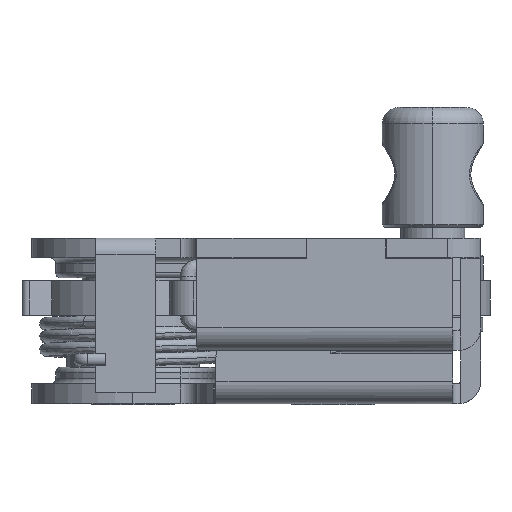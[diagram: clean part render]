
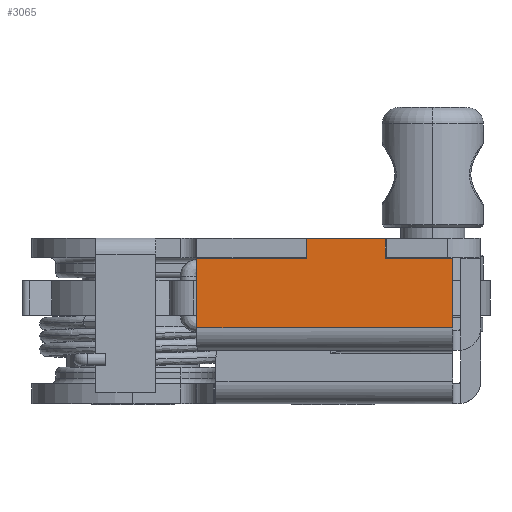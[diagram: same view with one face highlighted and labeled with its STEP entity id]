
A CAD part, left-side view. The second image highlights one B-rep face of the part: STEP entity #3065.
In plain terms, the highlighted planar face has unit normal (-1, 0, 0).
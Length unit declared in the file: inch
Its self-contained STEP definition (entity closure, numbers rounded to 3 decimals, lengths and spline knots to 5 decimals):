
#67=DIRECTION('',(0.,1.,0.));
#68=VECTOR('',#67,0.253);
#69=CARTESIAN_POINT('',(-2.12,0.105,0.545));
#70=LINE('',#69,#68);
#75=DIRECTION('',(0.,1.,0.));
#76=VECTOR('',#75,0.412);
#77=CARTESIAN_POINT('',(-2.12,0.653,0.545));
#78=LINE('',#77,#76);
#831=DIRECTION('',(0.,0.,-1.));
#832=VECTOR('',#831,0.075);
#833=CARTESIAN_POINT('',(-2.12,0.653,0.62));
#834=LINE('',#833,#832);
#835=DIRECTION('',(0.,1.,0.));
#836=VECTOR('',#835,0.295);
#837=CARTESIAN_POINT('',(-2.12,0.358,0.62));
#838=LINE('',#837,#836);
#839=DIRECTION('',(0.,0.,1.));
#840=VECTOR('',#839,0.075);
#841=CARTESIAN_POINT('',(-2.12,0.358,0.545));
#842=LINE('',#841,#840);
#843=DIRECTION('',(0.,0.,1.));
#844=VECTOR('',#843,0.26);
#845=CARTESIAN_POINT('',(-2.12,0.105,0.285));
#846=LINE('',#845,#844);
#847=DIRECTION('',(0.,1.,0.));
#848=VECTOR('',#847,0.96);
#849=CARTESIAN_POINT('',(-2.12,0.105,0.285));
#850=LINE('',#849,#848);
#851=DIRECTION('',(0.,0.,1.));
#852=VECTOR('',#851,0.26);
#853=CARTESIAN_POINT('',(-2.12,1.065,0.285));
#854=LINE('',#853,#852);
#1700=CARTESIAN_POINT('',(-2.12,1.065,0.285));
#1702=VERTEX_POINT('',#1700);
#1703=CARTESIAN_POINT('',(-2.12,1.065,0.545));
#1704=VERTEX_POINT('',#1703);
#1758=CARTESIAN_POINT('',(-2.12,0.105,0.285));
#1759=VERTEX_POINT('',#1758);
#1760=CARTESIAN_POINT('',(-2.12,0.105,0.545));
#1761=VERTEX_POINT('',#1760);
#1829=CARTESIAN_POINT('',(-2.12,0.358,0.62));
#1830=CARTESIAN_POINT('',(-2.12,0.653,0.62));
#1831=VERTEX_POINT('',#1829);
#1832=VERTEX_POINT('',#1830);
#1837=CARTESIAN_POINT('',(-2.12,0.358,0.545));
#1839=VERTEX_POINT('',#1837);
#1841=CARTESIAN_POINT('',(-2.12,0.653,0.545));
#1843=VERTEX_POINT('',#1841);
#3045=CARTESIAN_POINT('',(-2.12,0.,0.285));
#3046=DIRECTION('',(-1.,0.,0.));
#3047=DIRECTION('',(0.,0.,1.));
#3048=AXIS2_PLACEMENT_3D('',#3045,#3046,#3047);
#3049=PLANE('',#3048);
#3050=ORIENTED_EDGE('',*,*,#2231,.F.);
#3052=ORIENTED_EDGE('',*,*,#3051,.F.);
#3054=ORIENTED_EDGE('',*,*,#3053,.F.);
#3055=ORIENTED_EDGE('',*,*,#3037,.F.);
#3056=ORIENTED_EDGE('',*,*,#2219,.F.);
#3058=ORIENTED_EDGE('',*,*,#3057,.F.);
#3060=ORIENTED_EDGE('',*,*,#3059,.T.);
#3062=ORIENTED_EDGE('',*,*,#3061,.T.);
#3063=EDGE_LOOP('',(#3050,#3052,#3054,#3055,#3056,#3058,#3060,#3062));
#3064=FACE_OUTER_BOUND('',#3063,.F.);
#3065=ADVANCED_FACE('',(#3064),#3049,.T.);
#2219=EDGE_CURVE('',#1761,#1839,#70,.T.);
#2231=EDGE_CURVE('',#1843,#1704,#78,.T.);
#3037=EDGE_CURVE('',#1839,#1831,#842,.T.);
#3051=EDGE_CURVE('',#1832,#1843,#834,.T.);
#3053=EDGE_CURVE('',#1831,#1832,#838,.T.);
#3057=EDGE_CURVE('',#1759,#1761,#846,.T.);
#3059=EDGE_CURVE('',#1759,#1702,#850,.T.);
#3061=EDGE_CURVE('',#1702,#1704,#854,.T.);
